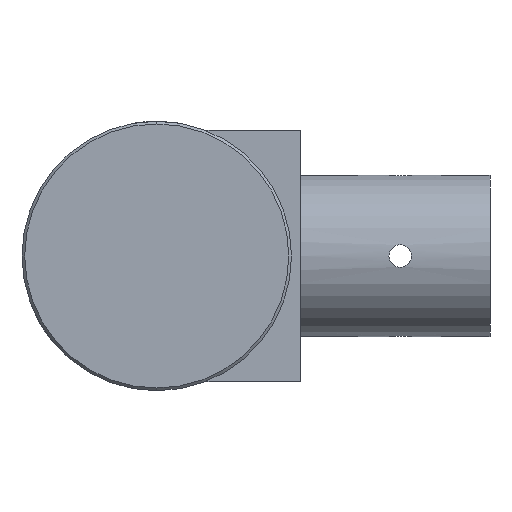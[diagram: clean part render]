
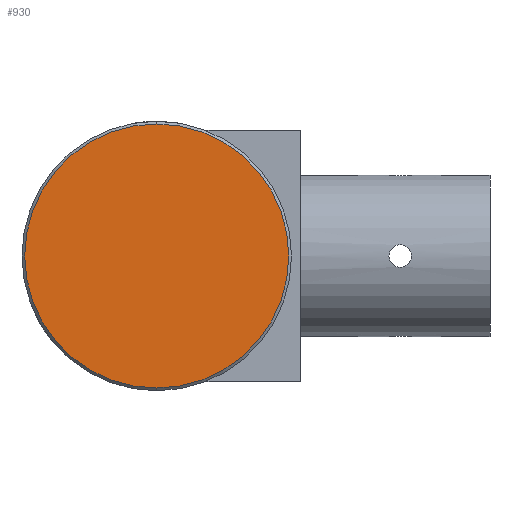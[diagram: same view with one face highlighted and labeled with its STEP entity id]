
A CAD part, left-side view. The second image highlights one B-rep face of the part: STEP entity #930.
In plain terms, the highlighted planar face has unit normal (-1, 0, 0).
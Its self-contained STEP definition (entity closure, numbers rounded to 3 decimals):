
#285 = CARTESIAN_POINT ( 'NONE',  ( -84.8, 0., 0. ) ) ;
#309 = DIRECTION ( 'NONE',  ( -1., 0., 0. ) ) ;
#312 = DIRECTION ( 'NONE',  ( 0., 0., -1. ) ) ;
#435 = EDGE_CURVE ( 'NONE', #2239, #2287, #2411, .T. ) ;
#441 = AXIS2_PLACEMENT_3D ( 'NONE', #285, #309, #312 ) ;
#469 = AXIS2_PLACEMENT_3D ( 'NONE', #1020, #1028, #1012 ) ;
#542 = EDGE_CURVE ( 'NONE', #2287, #2239, #2516, .T. ) ;
#819 = ORIENTED_EDGE ( 'NONE', *, *, #435, .T. ) ;
#824 = ORIENTED_EDGE ( 'NONE', *, *, #542, .T. ) ;
#930 = ADVANCED_FACE ( 'NONE', ( #1513 ), #2601, .F. ) ;
#1012 = DIRECTION ( 'NONE',  ( 0., 0., -1. ) ) ;
#1020 = CARTESIAN_POINT ( 'NONE',  ( -84.8, 0., 0. ) ) ;
#1028 = DIRECTION ( 'NONE',  ( -1., 0., 0. ) ) ;
#1513 = FACE_OUTER_BOUND ( 'NONE', #1771, .T. ) ;
#1771 = EDGE_LOOP ( 'NONE', ( #819, #824 ) ) ;
#1878 = CARTESIAN_POINT ( 'NONE',  ( -84.8, 0., -14.7 ) ) ;
#1974 = CARTESIAN_POINT ( 'NONE',  ( -84.8, 0., 14.7 ) ) ;
#2239 = VERTEX_POINT ( 'NONE', #1878 ) ;
#2287 = VERTEX_POINT ( 'NONE', #1974 ) ;
#2371 = AXIS2_PLACEMENT_3D ( 'NONE', #2581, #2606, #2614 ) ;
#2411 = CIRCLE ( 'NONE', #441, 14.7 ) ;
#2516 = CIRCLE ( 'NONE', #469, 14.7 ) ;
#2581 = CARTESIAN_POINT ( 'NONE',  ( -84.8, -14.876, 14.876 ) ) ;
#2601 = PLANE ( 'NONE',  #2371 ) ;
#2606 = DIRECTION ( 'NONE',  ( 1., 0., 0. ) ) ;
#2614 = DIRECTION ( 'NONE',  ( 0., 0., -1. ) ) ;
